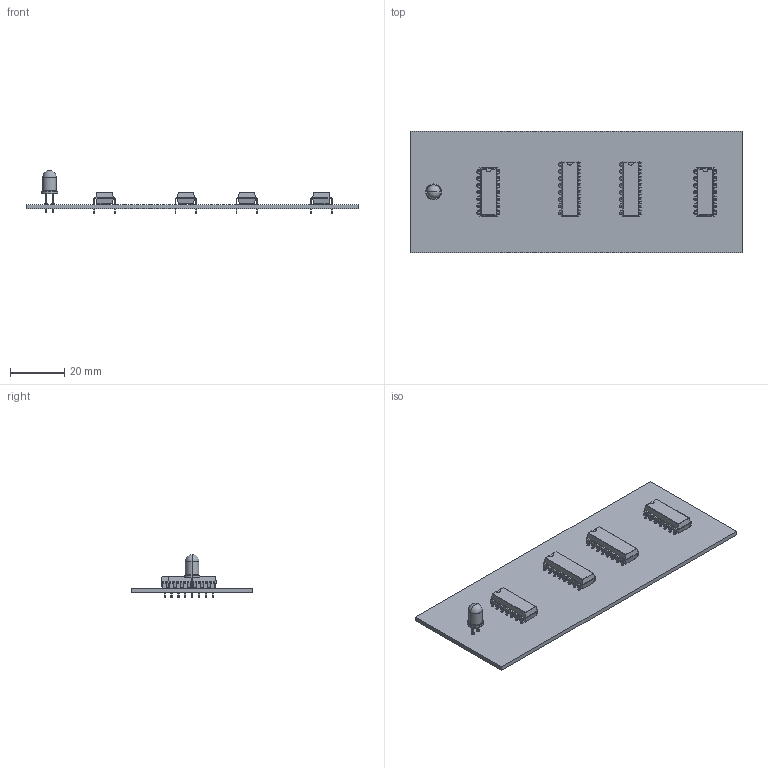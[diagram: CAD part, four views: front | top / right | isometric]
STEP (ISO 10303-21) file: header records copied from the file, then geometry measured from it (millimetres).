
FILE_DESCRIPTION(('PCB Model'),'2;1');
FILE_NAME('16x1 Multiplexer.STEP','2022-04-19T23:31:33',('danie'),('Unspecified'), 'Open CASCADE STEP processor 6.8','Proteus','Unknown');
FILE_SCHEMA(('CONFIG_CONTROL_DESIGN','SHAPE_APPEARANCE_LAYER_MIM'));
Length unit declared in the file: millimetre
Products named in the file (15): Open CASCADE STEP translator 6.8 1; Layer_1; U1; Open CASCADE STEP translator 6.8 1.2.1; Body_1; U2; Open CASCADE STEP translator 6.8 1.3.1; U3; Open CASCADE STEP translator 6.8 1.4.1; U4; Open CASCADE STEP translator 6.8 1.5.1; D1; Open CASCADE STEP translator 6.8 1.6.1
Assembly tree (16 placements, depth 4):
  Open CASCADE STEP translator 6.8 1
    Layer_1
    U1
      Open CASCADE STEP translator 6.8 1.2.1
        Body_1
    U2
      Open CASCADE STEP translator 6.8 1.3.1
        Body_1
    U3
      Open CASCADE STEP translator 6.8 1.4.1
        Body_1
    U4
      Open CASCADE STEP translator 6.8 1.5.1
        Body_1
    D1
      Open CASCADE STEP translator 6.8 1.6.1
        Body_1
Bounding box: 122.5 x 45 x 15.9 mm (x, y, z)
Volume: 10867.2 mm3; surface area: 14673.9 mm2
Topology: 6 solids, 7 shells, 1333 faces, 3607 edges, 2292 vertices
Faces by surface type: plane 974, cylinder 339, torus 12, sphere 4, cone 4
Entity records: 31173 total; most frequent: CARTESIAN_POINT 4609, ORIENTED_EDGE 4342, DIRECTION 4205, EDGE_CURVE 2171, LINE 1581, VECTOR 1581, VERTEX_POINT 1388, AXIS2_PLACEMENT_3D 1312
